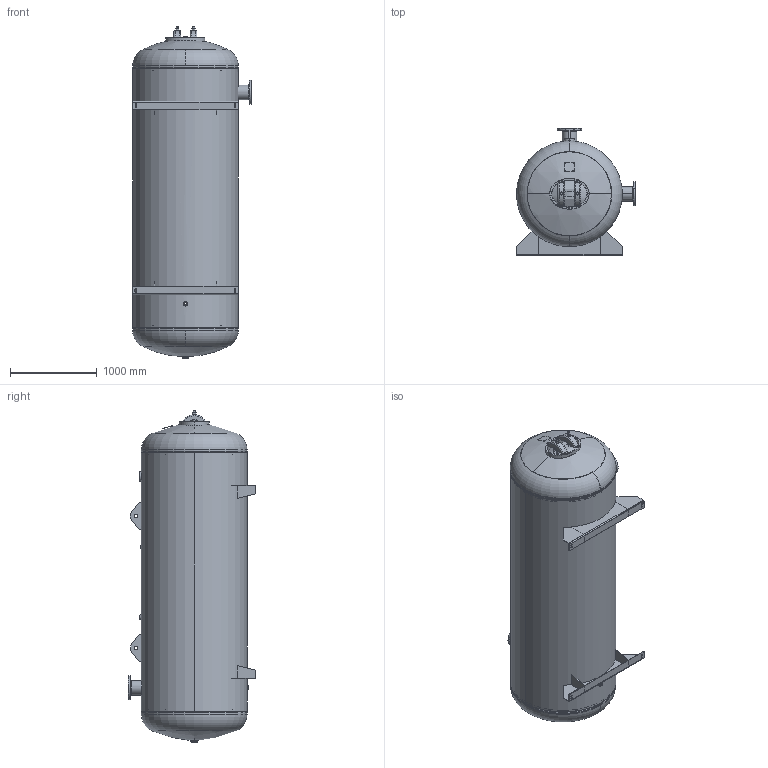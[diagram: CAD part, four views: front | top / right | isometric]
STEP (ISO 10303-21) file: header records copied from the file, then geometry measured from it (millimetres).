
FILE_DESCRIPTION (( 'STEP AP203' ), '1' );
FILE_NAME ('302493.STEP', '2012-03-06T13:45:23', ( '' ), ( '' ), 'SwSTEP 2.0', 'SolidWorks 2011', '' );
FILE_SCHEMA (( 'CONFIG_CONTROL_DESIGN' ));
Length unit declared in the file: inch
Products named in the file (1): 302493
Bounding box: 1371.93 x 1473.2 x 3828.95 mm (x, y, z)
Surface area: 30631107.7 mm2 (no closed solid volume)
Topology: 0 solids, 37 shells, 312 faces, 945 edges, 661 vertices
Faces by surface type: plane 124, cylinder 122, torus 44, bspline 16, sphere 6
Entity records: 18373 total; most frequent: CARTESIAN_POINT 9861, DIRECTION 1794, ORIENTED_EDGE 1559, EDGE_CURVE 945, AXIS2_PLACEMENT_3D 691, VERTEX_POINT 661, VECTOR 412, LINE 412
